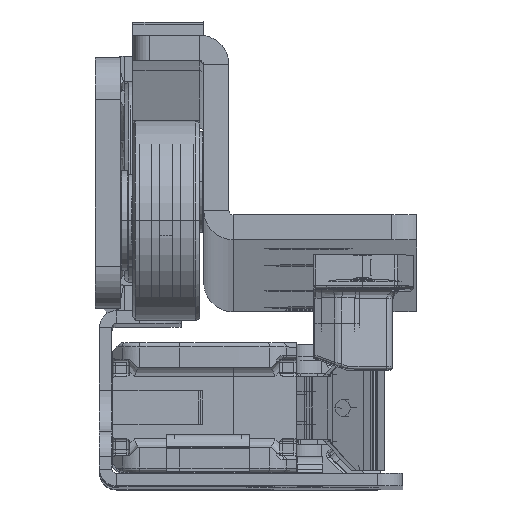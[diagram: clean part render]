
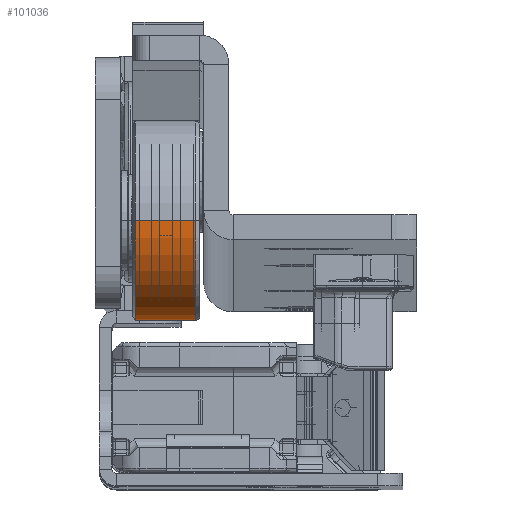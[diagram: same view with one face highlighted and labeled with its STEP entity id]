
A CAD part, top view. The second image highlights one B-rep face of the part: STEP entity #101036.
In plain terms, the highlighted cylindrical face has radius 12 mm (diameter 24 mm), a partial arc.
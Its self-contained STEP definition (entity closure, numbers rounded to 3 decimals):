
#1604 = VECTOR ( 'NONE', #9968, 1000. ) ;
#2431 = CARTESIAN_POINT ( 'NONE',  ( 0., 0., -12. ) ) ;
#7001 = EDGE_CURVE ( 'NONE', #132285, #99901, #22816, .T. ) ;
#9416 = CARTESIAN_POINT ( 'NONE',  ( 0.5, 0., 0. ) ) ;
#9968 = DIRECTION ( 'NONE',  ( -1., 0., 0. ) ) ;
#17038 = AXIS2_PLACEMENT_3D ( 'NONE', #9416, #80067, #82074 ) ;
#19356 = CARTESIAN_POINT ( 'NONE',  ( 0., 0., 0. ) ) ;
#22816 = LINE ( 'NONE', #2431, #116287 ) ;
#27543 = FACE_OUTER_BOUND ( 'NONE', #131407, .T. ) ;
#31965 = ORIENTED_EDGE ( 'NONE', *, *, #81440, .T. ) ;
#32627 = DIRECTION ( 'NONE',  ( 0., 0., 1. ) ) ;
#40620 = CARTESIAN_POINT ( 'NONE',  ( 7.711, 0., 12. ) ) ;
#41877 = CARTESIAN_POINT ( 'NONE',  ( 0., 0., 12. ) ) ;
#50979 = CARTESIAN_POINT ( 'NONE',  ( 7.711, 0., 0. ) ) ;
#51847 = CIRCLE ( 'NONE', #112594, 12. ) ;
#52306 = DIRECTION ( 'NONE',  ( -1., 0., 0. ) ) ;
#70982 = DIRECTION ( 'NONE',  ( -1., 0., 0. ) ) ;
#71773 = CARTESIAN_POINT ( 'NONE',  ( 0.5, 0., -12. ) ) ;
#77179 = ORIENTED_EDGE ( 'NONE', *, *, #119287, .T. ) ;
#80067 = DIRECTION ( 'NONE',  ( 1., 0., 0. ) ) ;
#81440 = EDGE_CURVE ( 'NONE', #99901, #110642, #112487, .T. ) ;
#82074 = DIRECTION ( 'NONE',  ( 0., 0., -1. ) ) ;
#89051 = AXIS2_PLACEMENT_3D ( 'NONE', #19356, #70982, #101532 ) ;
#90358 = ORIENTED_EDGE ( 'NONE', *, *, #132815, .F. ) ;
#95482 = DIRECTION ( 'NONE',  ( -1., 0., 0. ) ) ;
#99901 = VERTEX_POINT ( 'NONE', #71773 ) ;
#101036 = ADVANCED_FACE ( 'NONE', ( #27543 ), #132155, .T. ) ;
#101532 = DIRECTION ( 'NONE',  ( 0., 0., 1. ) ) ;
#103880 = ORIENTED_EDGE ( 'NONE', *, *, #7001, .T. ) ;
#110642 = VERTEX_POINT ( 'NONE', #120718 ) ;
#112487 = CIRCLE ( 'NONE', #17038, 12. ) ;
#112594 = AXIS2_PLACEMENT_3D ( 'NONE', #50979, #52306, #32627 ) ;
#114801 = VERTEX_POINT ( 'NONE', #40620 ) ;
#116287 = VECTOR ( 'NONE', #95482, 1000. ) ;
#119287 = EDGE_CURVE ( 'NONE', #114801, #132285, #51847, .T. ) ;
#120718 = CARTESIAN_POINT ( 'NONE',  ( 0.5, 0., 12. ) ) ;
#122952 = CARTESIAN_POINT ( 'NONE',  ( 7.711, 0., -12. ) ) ;
#125443 = LINE ( 'NONE', #41877, #1604 ) ;
#131407 = EDGE_LOOP ( 'NONE', ( #77179, #103880, #31965, #90358 ) ) ;
#132155 = CYLINDRICAL_SURFACE ( 'NONE', #89051, 12. ) ;
#132285 = VERTEX_POINT ( 'NONE', #122952 ) ;
#132815 = EDGE_CURVE ( 'NONE', #114801, #110642, #125443, .T. ) ;
